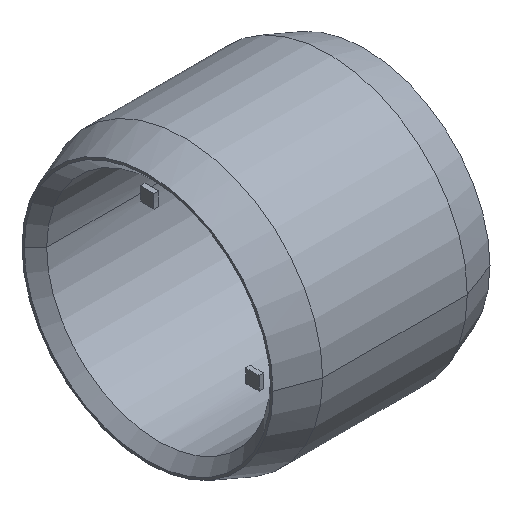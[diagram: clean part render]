
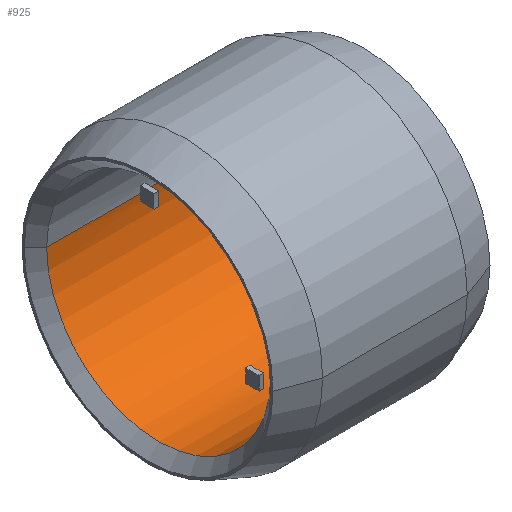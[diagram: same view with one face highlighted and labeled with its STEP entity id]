
A CAD part, isometric view. The second image highlights one B-rep face of the part: STEP entity #925.
In plain terms, the highlighted cylindrical face has radius 125 mm (diameter 250 mm), a partial arc.
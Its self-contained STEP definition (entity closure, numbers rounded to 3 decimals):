
#401 = EDGE_CURVE( '', #763, #703, #1118, .T. );
#403 = EDGE_CURVE( '', #721, #895, #1120, .T. );
#417 = EDGE_CURVE( '', #967, #721, #1135, .T. );
#425 = EDGE_CURVE( '', #837, #641, #1143, .T. );
#477 = EDGE_CURVE( '', #793, #625, #1199, .T. );
#493 = EDGE_CURVE( '', #851, #837, #1216, .T. );
#507 = EDGE_CURVE( '', #853, #931, #1231, .T. );
#557 = EDGE_CURVE( '', #911, #931, #1287, .T. );
#613 = EDGE_CURVE( '', #647, #793, #1349, .T. );
#615 = EDGE_CURVE( '', #911, #763, #1351, .T. );
#625 = VERTEX_POINT( '', #1363 );
#641 = VERTEX_POINT( '', #1382 );
#647 = VERTEX_POINT( '', #1388 );
#655 = EDGE_CURVE( '', #851, #647, #1397, .T. );
#703 = VERTEX_POINT( '', #1455 );
#721 = VERTEX_POINT( '', #1475 );
#763 = VERTEX_POINT( '', #1521 );
#783 = VERTEX_POINT( '', #1542 );
#793 = VERTEX_POINT( '', #1553 );
#837 = VERTEX_POINT( '', #1601 );
#851 = VERTEX_POINT( '', #1618 );
#853 = VERTEX_POINT( '', #1620 );
#895 = VERTEX_POINT( '', #1665 );
#911 = VERTEX_POINT( '', #1684 );
#925 = ADVANCED_FACE( '', ( #1699, #1700 ), #1701, .F. );
#931 = VERTEX_POINT( '', #1708 );
#939 = EDGE_CURVE( '', #703, #1063, #1716, .T. );
#967 = VERTEX_POINT( '', #1749 );
#989 = EDGE_CURVE( '', #641, #1063, #1773, .T. );
#1001 = EDGE_CURVE( '', #895, #783, #1788, .T. );
#1021 = EDGE_CURVE( '', #853, #625, #1813, .T. );
#1041 = EDGE_CURVE( '', #783, #967, #1834, .T. );
#1063 = VERTEX_POINT( '', #1857 );
#1118 = LINE( '', #1913, #1914 );
#1120 = CIRCLE( '', #1917, 125. );
#1135 = LINE( '', #1940, #1941 );
#1143 = CIRCLE( '', #1952, 125. );
#1199 = CIRCLE( '', #2031, 125. );
#1216 = LINE( '', #2053, #2054 );
#1231 = CIRCLE( '', #2074, 125. );
#1287 = LINE( '', #2235, #2236 );
#1349 = LINE( '', #2318, #2319 );
#1351 = CIRCLE( '', #2322, 125. );
#1363 = CARTESIAN_POINT( '', ( -5., 125., 0. ) );
#1382 = CARTESIAN_POINT( '', ( 107.5, -125., 0. ) );
#1388 = CARTESIAN_POINT( '', ( 0., 124.775, -7.5 ) );
#1397 = CIRCLE( '', #2410, 125. );
#1455 = CARTESIAN_POINT( '', ( 0., -124.775, -7.5 ) );
#1475 = CARTESIAN_POINT( '', ( 0., 7.5, -124.775 ) );
#1521 = CARTESIAN_POINT( '', ( -5., -124.775, -7.5 ) );
#1542 = CARTESIAN_POINT( '', ( -5., -7.5, -124.775 ) );
#1553 = CARTESIAN_POINT( '', ( -5., 124.775, -7.5 ) );
#1601 = CARTESIAN_POINT( '', ( 107.5, 125., 0. ) );
#1618 = CARTESIAN_POINT( '', ( 0., 125., 0. ) );
#1620 = CARTESIAN_POINT( '', ( -109.5, 125., 0. ) );
#1665 = CARTESIAN_POINT( '', ( 0., -7.5, -124.775 ) );
#1684 = CARTESIAN_POINT( '', ( -5., -125., 0. ) );
#1699 = FACE_OUTER_BOUND( '', #3020, .T. );
#1700 = FACE_BOUND( '', #3021, .T. );
#1701 = CYLINDRICAL_SURFACE( '', #3022, 125. );
#1708 = CARTESIAN_POINT( '', ( -109.5, -125., 0. ) );
#1716 = CIRCLE( '', #3041, 125. );
#1749 = CARTESIAN_POINT( '', ( -5., 7.5, -124.775 ) );
#1773 = LINE( '', #3183, #3184 );
#1788 = LINE( '', #3202, #3203 );
#1813 = LINE( '', #3237, #3238 );
#1834 = CIRCLE( '', #3271, 125. );
#1857 = CARTESIAN_POINT( '', ( 0., -125., 0. ) );
#1913 = CARTESIAN_POINT( '', ( -2.5, -124.775, -7.5 ) );
#1914 = VECTOR( '', #3356, 1. );
#1917 = AXIS2_PLACEMENT_3D( '', #3357, #3358, #3359 );
#1940 = CARTESIAN_POINT( '', ( -2.5, 7.5, -124.775 ) );
#1941 = VECTOR( '', #3375, 1. );
#1952 = AXIS2_PLACEMENT_3D( '', #3377, #3378, #3379 );
#2031 = AXIS2_PLACEMENT_3D( '', #3444, #3445, #3446 );
#2053 = CARTESIAN_POINT( '', ( -1., 125., 0. ) );
#2054 = VECTOR( '', #3463, 1. );
#2074 = AXIS2_PLACEMENT_3D( '', #3484, #3485, #3486 );
#2235 = CARTESIAN_POINT( '', ( -1., -125., 0. ) );
#2236 = VECTOR( '', #3556, 1. );
#2318 = CARTESIAN_POINT( '', ( -2.5, 124.775, -7.5 ) );
#2319 = VECTOR( '', #3624, 1. );
#2322 = AXIS2_PLACEMENT_3D( '', #3625, #3626, #3627 );
#2410 = AXIS2_PLACEMENT_3D( '', #3685, #3686, #3687 );
#3020 = EDGE_LOOP( '', ( #4034, #4035, #4036, #4037, #4038, #4039, #4040, #4041, #4042, #4043, #4044, #4045 ) );
#3021 = EDGE_LOOP( '', ( #4046, #4047, #4048, #4049 ) );
#3022 = AXIS2_PLACEMENT_3D( '', #4050, #4051, #4052 );
#3041 = AXIS2_PLACEMENT_3D( '', #4070, #4071, #4072 );
#3183 = CARTESIAN_POINT( '', ( -1., -125., 0. ) );
#3184 = VECTOR( '', #4137, 1. );
#3202 = CARTESIAN_POINT( '', ( -2.5, -7.5, -124.775 ) );
#3203 = VECTOR( '', #4156, 1. );
#3237 = CARTESIAN_POINT( '', ( -1., 125., 0. ) );
#3238 = VECTOR( '', #4193, 1. );
#3271 = AXIS2_PLACEMENT_3D( '', #4210, #4211, #4212 );
#3356 = DIRECTION( '', ( 1., 0., 0. ) );
#3357 = CARTESIAN_POINT( '', ( 0., 0., 0. ) );
#3358 = DIRECTION( '', ( -1., 0., 0. ) );
#3359 = DIRECTION( '', ( 0., 1., 0. ) );
#3375 = DIRECTION( '', ( 1., 0., 0. ) );
#3377 = CARTESIAN_POINT( '', ( 107.5, 0., 0. ) );
#3378 = DIRECTION( '', ( -1., 0., 0. ) );
#3379 = DIRECTION( '', ( 0., 1., 0. ) );
#3444 = CARTESIAN_POINT( '', ( -5., 0., 0. ) );
#3445 = DIRECTION( '', ( 1., 0., 0. ) );
#3446 = DIRECTION( '', ( 0., 1., 0. ) );
#3463 = DIRECTION( '', ( 1., 0., 0. ) );
#3484 = CARTESIAN_POINT( '', ( -109.5, 0., 0. ) );
#3485 = DIRECTION( '', ( -1., 0., 0. ) );
#3486 = DIRECTION( '', ( 0., 1., 0. ) );
#3556 = DIRECTION( '', ( -1., 0., 0. ) );
#3624 = DIRECTION( '', ( -1., 0., 0. ) );
#3625 = CARTESIAN_POINT( '', ( -5., 0., 0. ) );
#3626 = DIRECTION( '', ( 1., 0., 0. ) );
#3627 = DIRECTION( '', ( 0., 1., 0. ) );
#3685 = CARTESIAN_POINT( '', ( 0., 0., 0. ) );
#3686 = DIRECTION( '', ( -1., 0., 0. ) );
#3687 = DIRECTION( '', ( 0., 1., 0. ) );
#4034 = ORIENTED_EDGE( '', *, *, #1021, .F. );
#4035 = ORIENTED_EDGE( '', *, *, #507, .T. );
#4036 = ORIENTED_EDGE( '', *, *, #557, .F. );
#4037 = ORIENTED_EDGE( '', *, *, #615, .T. );
#4038 = ORIENTED_EDGE( '', *, *, #401, .T. );
#4039 = ORIENTED_EDGE( '', *, *, #939, .T. );
#4040 = ORIENTED_EDGE( '', *, *, #989, .F. );
#4041 = ORIENTED_EDGE( '', *, *, #425, .F. );
#4042 = ORIENTED_EDGE( '', *, *, #493, .F. );
#4043 = ORIENTED_EDGE( '', *, *, #655, .T. );
#4044 = ORIENTED_EDGE( '', *, *, #613, .T. );
#4045 = ORIENTED_EDGE( '', *, *, #477, .T. );
#4046 = ORIENTED_EDGE( '', *, *, #1001, .T. );
#4047 = ORIENTED_EDGE( '', *, *, #1041, .T. );
#4048 = ORIENTED_EDGE( '', *, *, #417, .T. );
#4049 = ORIENTED_EDGE( '', *, *, #403, .T. );
#4050 = CARTESIAN_POINT( '', ( -1., 0., 0. ) );
#4051 = DIRECTION( '', ( 1., 0., 0. ) );
#4052 = DIRECTION( '', ( 0., 1., 0. ) );
#4070 = CARTESIAN_POINT( '', ( 0., 0., 0. ) );
#4071 = DIRECTION( '', ( -1., 0., 0. ) );
#4072 = DIRECTION( '', ( 0., 1., 0. ) );
#4137 = DIRECTION( '', ( -1., 0., 0. ) );
#4156 = DIRECTION( '', ( -1., 0., 0. ) );
#4193 = DIRECTION( '', ( 1., 0., 0. ) );
#4210 = CARTESIAN_POINT( '', ( -5., 0., 0. ) );
#4211 = DIRECTION( '', ( 1., 0., 0. ) );
#4212 = DIRECTION( '', ( 0., 1., 0. ) );
